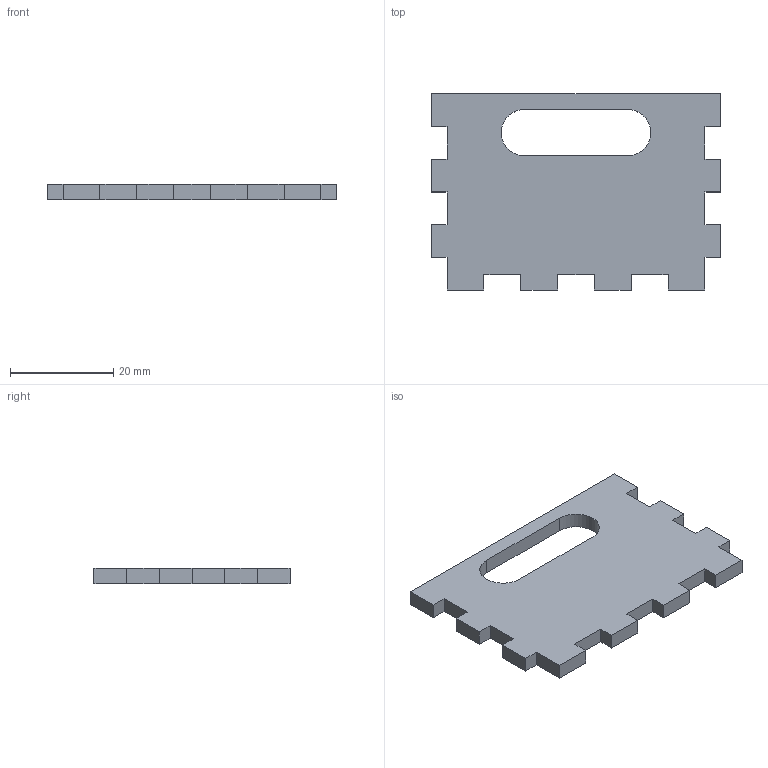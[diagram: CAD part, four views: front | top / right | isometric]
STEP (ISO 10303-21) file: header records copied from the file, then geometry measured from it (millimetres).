
FILE_DESCRIPTION (( 'STEP AP214' ), '1' );
FILE_NAME ('Front.STEP', '2015-06-28T23:44:45', ( '' ), ( '' ), 'SwSTEP 2.0', 'SolidWorks 2015', '' );
FILE_SCHEMA (( 'AUTOMOTIVE_DESIGN' ));
Length unit declared in the file: millimetre
Products named in the file (1): Front
Bounding box: 56 x 38 x 3 mm (x, y, z)
Volume: 5118.3 mm3; surface area: 4307 mm2
Topology: 1 solids, 1 shells, 43 faces, 123 edges, 82 vertices
Faces by surface type: plane 40, cylinder 3
Entity records: 1421 total; most frequent: CARTESIAN_POINT 249, ORIENTED_EDGE 246, DIRECTION 217, EDGE_CURVE 123, VECTOR 117, LINE 117, VERTEX_POINT 82, AXIS2_PLACEMENT_3D 50
